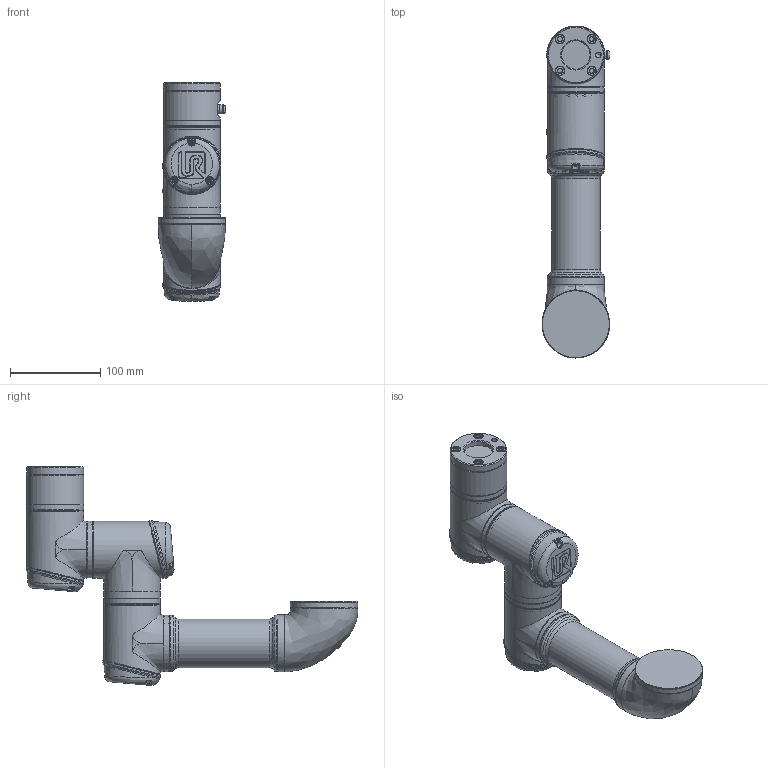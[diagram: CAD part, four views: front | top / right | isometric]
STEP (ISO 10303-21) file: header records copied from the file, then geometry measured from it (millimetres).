
FILE_DESCRIPTION(/* description */ ('STEP AP214'),/* implementation_level */ '2;1');
FILE_NAME(/* name */ 'Robot Assembly 2 of 2.stp',/* time_stamp */ '2023-03-25T09:21:51-04:00',/* author */ ('jjdbr'),/* organization */ (''),/* preprocessor_version */ 'ST-DEVELOPER v19',/* originating_system */ 'Autodesk Inventor 2023',/* authorisation */ '');
FILE_SCHEMA (('AUTOMOTIVE_DESIGN { 1 0 10303 214 3 1 1 }'));
Length unit declared in the file: millimetre
Products named in the file (5): Robot Assembly; Copy of Link3_UR3_G5^1000513; Copy of Link4_UR3_G5^1000513; Copy of Link5_UR3_G5^1000513; Copy of Link6_UR3_G5^1000513
Assembly tree (4 placements, depth 2):
  Robot Assembly
    Copy of Link3_UR3_G5^1000513
    Copy of Link4_UR3_G5^1000513
    Copy of Link5_UR3_G5^1000513
    Copy of Link6_UR3_G5^1000513
Bounding box: 75.34 x 368.36 x 242.73 mm (x, y, z)
Volume: 1726783.1 mm3; surface area: 159588.7 mm2
Topology: 11 solids, 16 shells, 1102 faces, 2638 edges, 1619 vertices
Faces by surface type: bspline 579, plane 275, cylinder 127, torus 66, cone 55
Full cylindrical faces by diameter (mm): 5 x4, 6 x1, 7 x1, 9.4 x4, 9.5 x4, 9.8 x2, 9.82 x1, 10 x1, 31.5 x1, 54 x1, 59.95 x3, 60.95 x3, 61 x6, 61.829 x4, 61.9 x3, 62.15 x2, 62.4 x2, 63 x18, 63.1 x1, 74.4 x2, 75 x1
Entity records: 89417 total; most frequent: CARTESIAN_POINT 65777, ORIENTED_EDGE 5244, DIRECTION 3696, EDGE_CURVE 2622, VERTEX_POINT 1619, AXIS2_PLACEMENT_3D 1484, EDGE_LOOP 1183, FACE_OUTER_BOUND 1102
